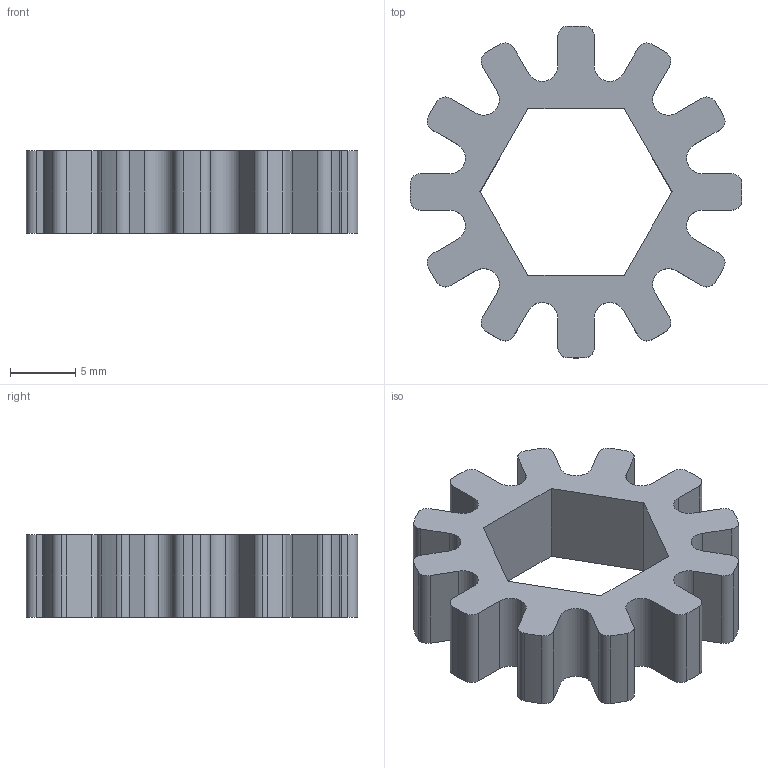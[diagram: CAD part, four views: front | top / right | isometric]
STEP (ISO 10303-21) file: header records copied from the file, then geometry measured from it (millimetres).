
FILE_DESCRIPTION (( 'STEP AP214' ), '1' );
FILE_NAME ('217-8161-001 Rev2.STEP', '2021-07-28T15:59:34', ( '' ), ( '' ), 'SwSTEP 2.0', 'SolidWorks 2019', '' );
FILE_SCHEMA (( 'AUTOMOTIVE_DESIGN' ));
Length unit declared in the file: millimetre
Products named in the file (1): 217-8161-001 Rev2
Bounding box: 25.4 x 25.4 x 6.35 mm (x, y, z)
Volume: 1492.6 mm3; surface area: 1612.9 mm2
Topology: 1 solids, 1 shells, 89 faces, 261 edges, 174 vertices
Faces by surface type: cylinder 57, plane 32
Entity records: 3047 total; most frequent: DIRECTION 555, CARTESIAN_POINT 525, ORIENTED_EDGE 522, EDGE_CURVE 261, AXIS2_PLACEMENT_3D 204, VERTEX_POINT 174, VECTOR 147, LINE 147
